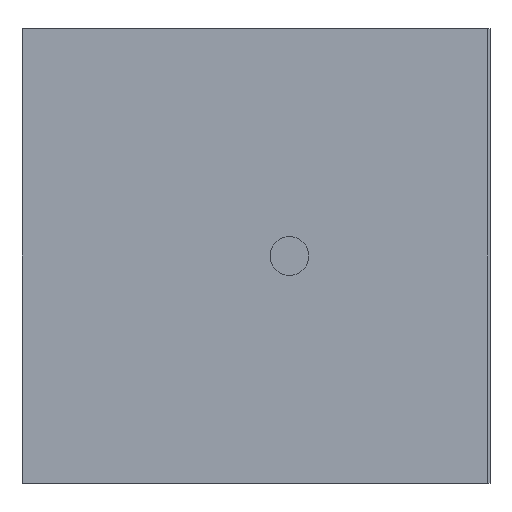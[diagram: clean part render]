
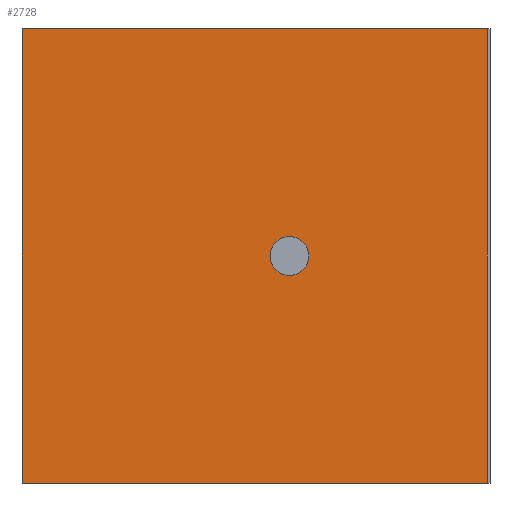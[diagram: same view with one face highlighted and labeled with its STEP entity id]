
A CAD part, front view. The second image highlights one B-rep face of the part: STEP entity #2728.
In plain terms, the highlighted planar face has unit normal (0, -1, 0).
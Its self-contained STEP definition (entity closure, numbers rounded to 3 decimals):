
#80=FACE_BOUND('',#497,.T.);
#177=PLANE('',#3018);
#327=FACE_OUTER_BOUND('',#496,.T.);
#496=EDGE_LOOP('',(#2502,#2503,#2504,#2505));
#497=EDGE_LOOP('',(#2506));
#708=LINE('',#4426,#958);
#745=LINE('',#4973,#995);
#747=LINE('',#4977,#997);
#748=LINE('',#4978,#998);
#958=VECTOR('',#3553,10.);
#995=VECTOR('',#3814,10.);
#997=VECTOR('',#3818,10.);
#998=VECTOR('',#3819,10.);
#1033=CIRCLE('',#2811,1.45);
#1170=VERTEX_POINT('',#3969);
#1331=VERTEX_POINT('',#4423);
#1332=VERTEX_POINT('',#4425);
#1379=VERTEX_POINT('',#4972);
#1380=VERTEX_POINT('',#4976);
#1446=EDGE_CURVE('',#1170,#1170,#1033,.T.);
#1661=EDGE_CURVE('',#1332,#1331,#708,.T.);
#1766=EDGE_CURVE('',#1379,#1332,#745,.T.);
#1768=EDGE_CURVE('',#1331,#1380,#747,.T.);
#1769=EDGE_CURVE('',#1380,#1379,#748,.T.);
#2502=ORIENTED_EDGE('',*,*,#1766,.T.);
#2503=ORIENTED_EDGE('',*,*,#1661,.T.);
#2504=ORIENTED_EDGE('',*,*,#1768,.T.);
#2505=ORIENTED_EDGE('',*,*,#1769,.T.);
#2506=ORIENTED_EDGE('',*,*,#1446,.T.);
#2728=ADVANCED_FACE('',(#327,#80),#177,.T.);
#2811=AXIS2_PLACEMENT_3D('',#3971,#3187,#3188);
#3018=AXIS2_PLACEMENT_3D('',#4975,#3816,#3817);
#3187=DIRECTION('center_axis',(0.,1.,0.));
#3188=DIRECTION('ref_axis',(-1.,0.,0.));
#3553=DIRECTION('',(0.,0.,1.));
#3814=DIRECTION('',(1.,0.,0.));
#3816=DIRECTION('center_axis',(0.,-1.,0.));
#3817=DIRECTION('ref_axis',(0.,0.,-1.));
#3818=DIRECTION('',(-1.,0.,0.));
#3819=DIRECTION('',(0.,0.,-1.));
#3969=CARTESIAN_POINT('',(1.45,-38.5,0.));
#3971=CARTESIAN_POINT('Origin',(0.,-38.5,0.));
#4423=CARTESIAN_POINT('',(14.8,-38.5,17.));
#4425=CARTESIAN_POINT('',(14.8,-38.5,-17.));
#4426=CARTESIAN_POINT('',(14.8,-38.5,17.));
#4972=CARTESIAN_POINT('',(-20.,-38.5,-17.));
#4973=CARTESIAN_POINT('',(14.8,-38.5,-17.));
#4975=CARTESIAN_POINT('Origin',(-2.6,-38.5,0.));
#4976=CARTESIAN_POINT('',(-20.,-38.5,17.));
#4977=CARTESIAN_POINT('',(-20.,-38.5,17.));
#4978=CARTESIAN_POINT('',(-20.,-38.5,-17.));
